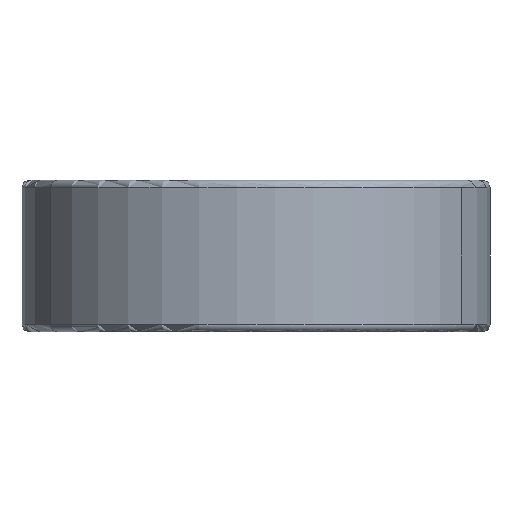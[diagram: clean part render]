
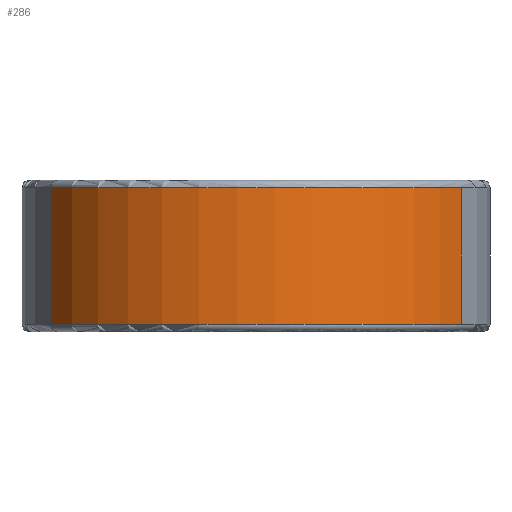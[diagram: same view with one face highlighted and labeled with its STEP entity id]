
A CAD part, front view. The second image highlights one B-rep face of the part: STEP entity #286.
In plain terms, the highlighted cylindrical face has radius 12.35 mm (diameter 24.7 mm), a partial arc.
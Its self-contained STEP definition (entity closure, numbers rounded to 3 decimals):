
#146=AXIS2_PLACEMENT_3D('Circle Axis2P3D',#144,#145,$) ;
#165=AXIS2_PLACEMENT_3D('Cylinder Axis2P3D',#162,#163,#164) ;
#277=AXIS2_PLACEMENT_3D('Circle Axis2P3D',#275,#276,$) ;
#100=CARTESIAN_POINT('Vertex',(-10.838,-5.921,0.4)) ;
#141=CARTESIAN_POINT('Vertex',(10.838,-5.921,0.4)) ;
#144=CARTESIAN_POINT('Axis2P3D Location',(0.,0.,0.4)) ;
#162=CARTESIAN_POINT('Axis2P3D Location',(0.,0.,4.)) ;
#167=CARTESIAN_POINT('Line Origine',(-10.838,-5.921,4.)) ;
#171=CARTESIAN_POINT('Vertex',(-10.838,-5.921,7.6)) ;
#260=CARTESIAN_POINT('Vertex',(10.838,-5.921,7.6)) ;
#263=CARTESIAN_POINT('Line Origine',(10.838,-5.921,4.)) ;
#275=CARTESIAN_POINT('Axis2P3D Location',(0.,0.,7.6)) ;
#145=DIRECTION('Axis2P3D Direction',(0.,0.,1.)) ;
#163=DIRECTION('Axis2P3D Direction',(0.,0.,1.)) ;
#164=DIRECTION('Axis2P3D XDirection',(0.878,0.479,0.)) ;
#168=DIRECTION('Vector Direction',(0.,0.,1.)) ;
#264=DIRECTION('Vector Direction',(0.,0.,1.)) ;
#276=DIRECTION('Axis2P3D Direction',(0.,0.,1.)) ;
#169=VECTOR('Line Direction',#168,1.) ;
#265=VECTOR('Line Direction',#264,1.) ;
#281=ORIENTED_EDGE('',*,*,#279,.F.) ;
#282=ORIENTED_EDGE('',*,*,#173,.F.) ;
#283=ORIENTED_EDGE('',*,*,#148,.T.) ;
#284=ORIENTED_EDGE('',*,*,#267,.T.) ;
#286=ADVANCED_FACE('CUT',(#285),#166,.T.) ;
#147=CIRCLE('generated circle',#146,12.35) ;
#278=CIRCLE('generated circle',#277,12.35) ;
#166=CYLINDRICAL_SURFACE('generated cylinder',#165,12.35) ;
#148=EDGE_CURVE('',#101,#142,#147,.T.) ;
#173=EDGE_CURVE('',#101,#172,#170,.T.) ;
#267=EDGE_CURVE('',#142,#261,#266,.T.) ;
#279=EDGE_CURVE('',#172,#261,#278,.T.) ;
#280=EDGE_LOOP('',(#281,#282,#283,#284)) ;
#285=FACE_OUTER_BOUND('',#280,.T.) ;
#170=LINE('Line',#167,#169) ;
#266=LINE('Line',#263,#265) ;
#101=VERTEX_POINT('',#100) ;
#142=VERTEX_POINT('',#141) ;
#172=VERTEX_POINT('',#171) ;
#261=VERTEX_POINT('',#260) ;
